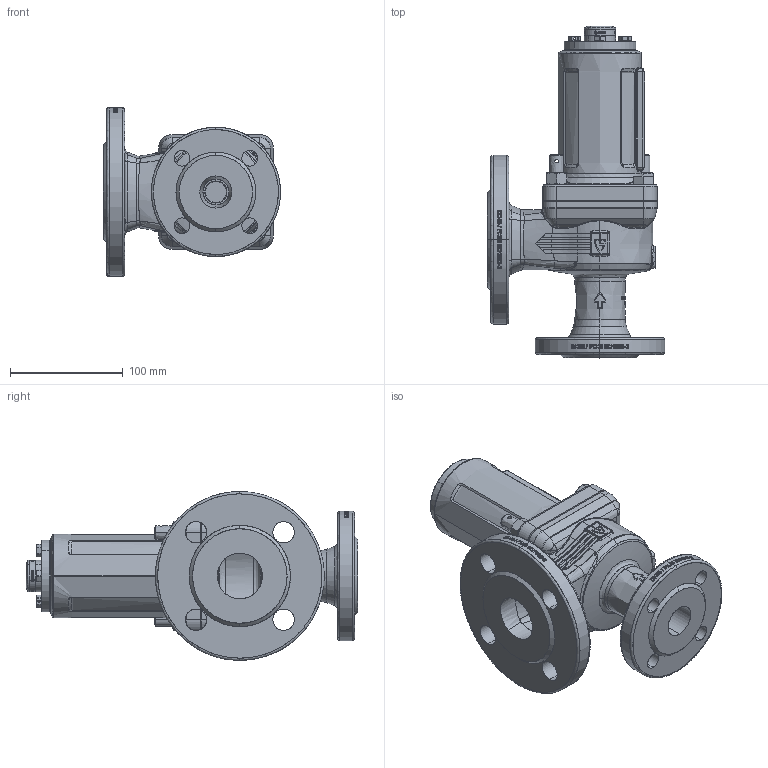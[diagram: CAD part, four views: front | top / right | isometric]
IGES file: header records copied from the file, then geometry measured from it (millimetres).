
Start section: SolidWorks IGES file using analytic representation for surfaces
Global section: file name: 355tGFO_25_FLFL_2540.IGS; native system: SolidWorks 2018; preprocessor: SolidWorks 2018; author: Hehr; date: 200109.134653; units: millimetre
Bounding box: 157.5 x 295 x 150 mm (x, y, z)
Surface area: 257241.3 mm2 (no closed solid volume)
Topology: 0 solids, 0 shells, 1827 faces, 24212 edges, 24176 vertices
Faces by surface type: bspline 1177, revolution 650
